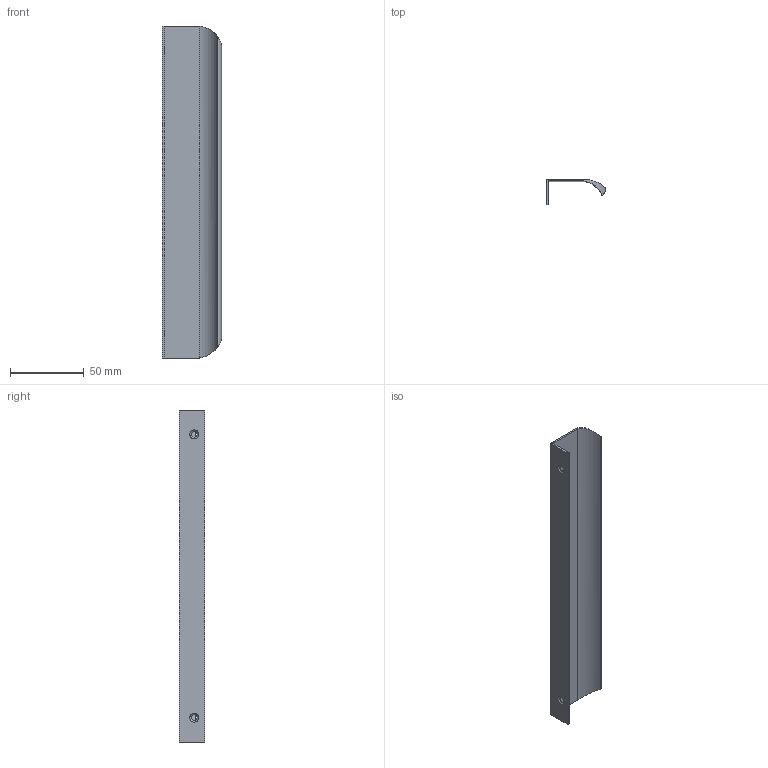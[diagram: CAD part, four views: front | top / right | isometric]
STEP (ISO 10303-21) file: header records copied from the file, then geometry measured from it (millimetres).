
FILE_DESCRIPTION(/* description */ (''),/* implementation_level */ '2;1');
FILE_NAME(/* name */ 'UA-HEXA 192.stp',/* time_stamp */ '2022-01-21T10:46:37+01:00',/* author */ ('tomaszw'),/* organization */ (''),/* preprocessor_version */ 'ST-DEVELOPER v18.1',/* originating_system */ 'Autodesk Inventor 2021',/* authorisation */ '');
FILE_SCHEMA (('AUTOMOTIVE_DESIGN { 1 0 10303 214 3 1 1 }'));
Length unit declared in the file: millimetre
Products named in the file (1): UA-HEXA-01
Bounding box: 40 x 17 x 225 mm (x, y, z)
Volume: 21374.2 mm3; surface area: 27316.5 mm2
Topology: 1 solids, 1 shells, 20 faces, 54 edges, 36 vertices
Faces by surface type: plane 9, cylinder 9, cone 2
Full cylindrical faces by diameter (mm): 4 x2
Entity records: 777 total; most frequent: CARTESIAN_POINT 235, ORIENTED_EDGE 108, DIRECTION 94, EDGE_CURVE 54, VERTEX_POINT 36, LINE 32, VECTOR 32, AXIS2_PLACEMENT_3D 31
